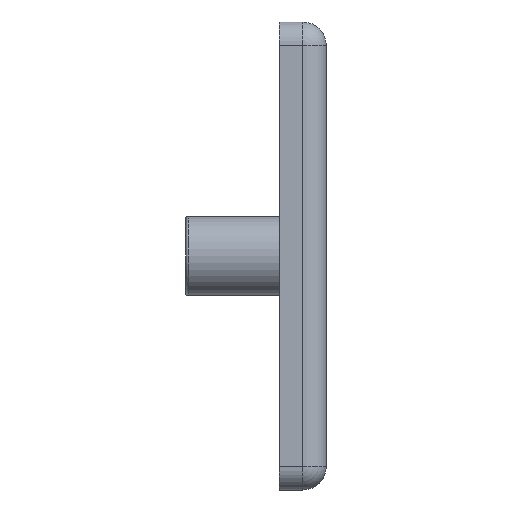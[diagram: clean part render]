
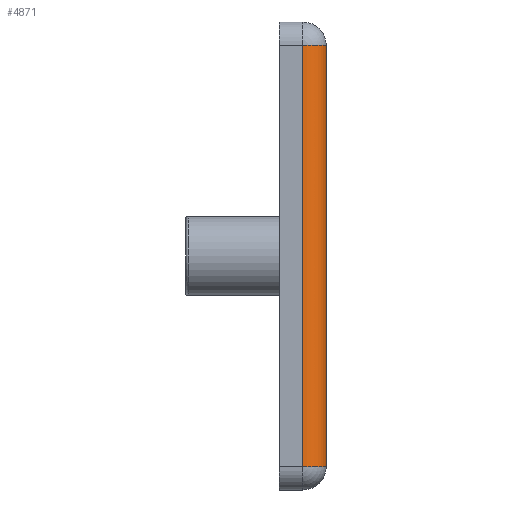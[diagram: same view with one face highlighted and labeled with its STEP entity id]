
A CAD part, left-side view. The second image highlights one B-rep face of the part: STEP entity #4871.
In plain terms, the highlighted cylindrical face has radius 2 mm (diameter 4 mm), a partial arc.
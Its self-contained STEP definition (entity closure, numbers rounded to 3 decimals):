
#3 = EDGE_CURVE ( 'NONE', #6015, #6517, #2290, .T. ) ;
#47 = CARTESIAN_POINT ( 'NONE',  ( -38., 2., -18. ) ) ;
#285 = EDGE_LOOP ( 'NONE', ( #4729, #3477, #6250, #3258 ) ) ;
#576 = DIRECTION ( 'NONE',  ( -1., 0., 0. ) ) ;
#598 = VERTEX_POINT ( 'NONE', #5908 ) ;
#1063 = DIRECTION ( 'NONE',  ( 0., 0., 1. ) ) ;
#1101 = CARTESIAN_POINT ( 'NONE',  ( -40., 2., -18. ) ) ;
#1277 = LINE ( 'NONE', #6127, #5331 ) ;
#1604 = EDGE_CURVE ( 'NONE', #598, #6517, #3904, .T. ) ;
#1820 = CYLINDRICAL_SURFACE ( 'NONE', #2067, 2. ) ;
#2035 = CARTESIAN_POINT ( 'NONE',  ( -38., 2., -18. ) ) ;
#2067 = AXIS2_PLACEMENT_3D ( 'NONE', #2035, #4662, #5751 ) ;
#2256 = DIRECTION ( 'NONE',  ( 0., 0., -1. ) ) ;
#2290 = CIRCLE ( 'NONE', #4508, 2. ) ;
#2503 = CARTESIAN_POINT ( 'NONE',  ( -38., 0., 18. ) ) ;
#2644 = VECTOR ( 'NONE', #1063, 1000. ) ;
#2710 = DIRECTION ( 'NONE',  ( -1., 0., 0. ) ) ;
#2938 = DIRECTION ( 'NONE',  ( 0., 0., -1. ) ) ;
#3258 = ORIENTED_EDGE ( 'NONE', *, *, #3461, .F. ) ;
#3432 = VERTEX_POINT ( 'NONE', #5024 ) ;
#3461 = EDGE_CURVE ( 'NONE', #6015, #3432, #1277, .T. ) ;
#3477 = ORIENTED_EDGE ( 'NONE', *, *, #1604, .F. ) ;
#3753 = DIRECTION ( 'NONE',  ( 0., 0., -1. ) ) ;
#3892 = CIRCLE ( 'NONE', #5572, 2. ) ;
#3904 = LINE ( 'NONE', #1101, #2644 ) ;
#4508 = AXIS2_PLACEMENT_3D ( 'NONE', #5832, #2256, #2710 ) ;
#4632 = FACE_OUTER_BOUND ( 'NONE', #285, .T. ) ;
#4662 = DIRECTION ( 'NONE',  ( 0., 0., 1. ) ) ;
#4729 = ORIENTED_EDGE ( 'NONE', *, *, #3, .T. ) ;
#4871 = ADVANCED_FACE ( 'NONE', ( #4632 ), #1820, .T. ) ;
#5024 = CARTESIAN_POINT ( 'NONE',  ( -38., 0., -18. ) ) ;
#5331 = VECTOR ( 'NONE', #2938, 1000. ) ;
#5572 = AXIS2_PLACEMENT_3D ( 'NONE', #47, #3753, #576 ) ;
#5751 = DIRECTION ( 'NONE',  ( 1., 0., 0. ) ) ;
#5832 = CARTESIAN_POINT ( 'NONE',  ( -38., 2., 18. ) ) ;
#5908 = CARTESIAN_POINT ( 'NONE',  ( -40., 2., -18. ) ) ;
#6015 = VERTEX_POINT ( 'NONE', #2503 ) ;
#6127 = CARTESIAN_POINT ( 'NONE',  ( -38., 0., 18. ) ) ;
#6185 = EDGE_CURVE ( 'NONE', #3432, #598, #3892, .T. ) ;
#6250 = ORIENTED_EDGE ( 'NONE', *, *, #6185, .F. ) ;
#6436 = CARTESIAN_POINT ( 'NONE',  ( -40., 2., 18. ) ) ;
#6517 = VERTEX_POINT ( 'NONE', #6436 ) ;
